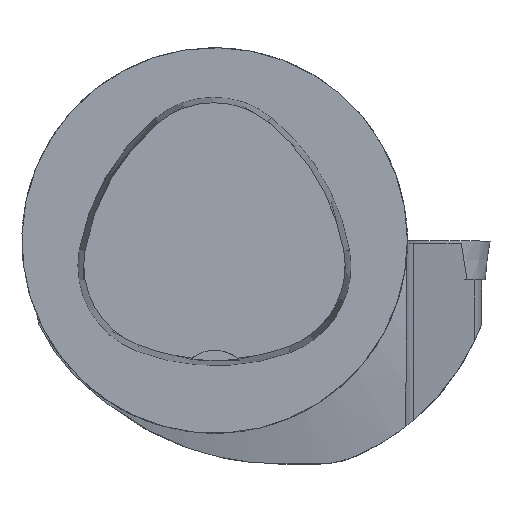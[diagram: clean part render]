
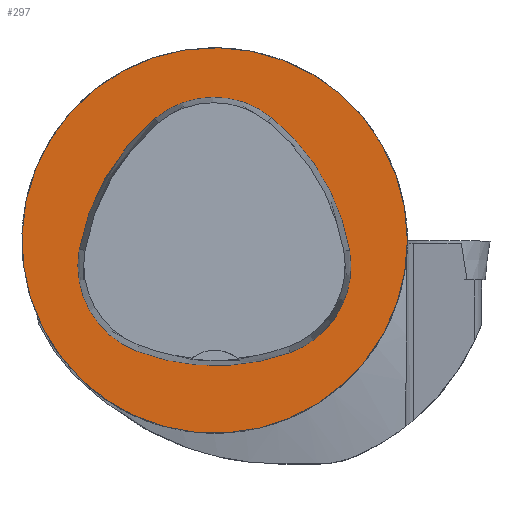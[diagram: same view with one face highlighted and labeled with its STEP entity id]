
A CAD part, top view. The second image highlights one B-rep face of the part: STEP entity #297.
In plain terms, the highlighted planar face has unit normal (0, 0, 1).
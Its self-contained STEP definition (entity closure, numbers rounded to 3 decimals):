
#297=ADVANCED_FACE('',(#380,#381),#336,.T.);
#336=PLANE('',#1109);
#380=FACE_BOUND('',#429,.T.);
#381=FACE_BOUND('',#430,.T.);
#429=EDGE_LOOP('',(#598,#599,#600,#601,#602,#603));
#430=EDGE_LOOP('',(#604));
#598=ORIENTED_EDGE('',*,*,#886,.F.);
#599=ORIENTED_EDGE('',*,*,#881,.F.);
#600=ORIENTED_EDGE('',*,*,#876,.F.);
#601=ORIENTED_EDGE('',*,*,#873,.F.);
#602=ORIENTED_EDGE('',*,*,#870,.F.);
#603=ORIENTED_EDGE('',*,*,#866,.F.);
#604=ORIENTED_EDGE('',*,*,#831,.T.);
#742=VERTEX_POINT('',#1654);
#769=VERTEX_POINT('',#1760);
#770=VERTEX_POINT('',#1761);
#773=VERTEX_POINT('',#1769);
#775=VERTEX_POINT('',#1775);
#777=VERTEX_POINT('',#1781);
#781=VERTEX_POINT('',#1794);
#831=EDGE_CURVE('',#742,#742,#925,.T.);
#866=EDGE_CURVE('',#769,#770,#932,.T.);
#870=EDGE_CURVE('',#770,#773,#934,.T.);
#873=EDGE_CURVE('',#773,#775,#936,.T.);
#876=EDGE_CURVE('',#775,#777,#938,.T.);
#881=EDGE_CURVE('',#777,#781,#941,.T.);
#886=EDGE_CURVE('',#781,#769,#944,.T.);
#925=CIRCLE('',#1065,31.5);
#932=CIRCLE('',#1087,36.);
#934=CIRCLE('',#1090,15.);
#936=CIRCLE('',#1093,36.);
#938=CIRCLE('',#1096,15.);
#941=CIRCLE('',#1100,36.);
#944=CIRCLE('',#1104,15.);
#1065=AXIS2_PLACEMENT_3D('',#1653,#1232,#1233);
#1087=AXIS2_PLACEMENT_3D('',#1759,#1286,#1287);
#1090=AXIS2_PLACEMENT_3D('',#1768,#1294,#1295);
#1093=AXIS2_PLACEMENT_3D('',#1774,#1301,#1302);
#1096=AXIS2_PLACEMENT_3D('',#1780,#1308,#1309);
#1100=AXIS2_PLACEMENT_3D('',#1793,#1317,#1318);
#1104=AXIS2_PLACEMENT_3D('',#1806,#1326,#1327);
#1109=AXIS2_PLACEMENT_3D('',#1811,#1336,#1337);
#1232=DIRECTION('',(0.,0.,1.));
#1233=DIRECTION('',(1.,0.,0.));
#1286=DIRECTION('',(0.,0.,1.));
#1287=DIRECTION('',(1.,0.,0.));
#1294=DIRECTION('',(0.,0.,1.));
#1295=DIRECTION('',(1.,0.,0.));
#1301=DIRECTION('',(0.,0.,1.));
#1302=DIRECTION('',(1.,0.,0.));
#1308=DIRECTION('',(0.,0.,1.));
#1309=DIRECTION('',(1.,0.,0.));
#1317=DIRECTION('',(0.,0.,1.));
#1318=DIRECTION('',(1.,0.,0.));
#1326=DIRECTION('',(0.,0.,1.));
#1327=DIRECTION('',(1.,0.,0.));
#1336=DIRECTION('',(0.,0.,1.));
#1337=DIRECTION('',(-1.,0.,0.));
#1653=CARTESIAN_POINT('',(0.,0.,0.));
#1654=CARTESIAN_POINT('',(31.5,0.,0.));
#1759=CARTESIAN_POINT('',(-13.398,-7.893,0.));
#1760=CARTESIAN_POINT('',(22.041,-1.562,0.));
#1761=CARTESIAN_POINT('',(9.317,20.036,0.));
#1768=CARTESIAN_POINT('',(-0.148,8.399,0.));
#1769=CARTESIAN_POINT('',(-9.779,19.898,0.));
#1774=CARTESIAN_POINT('',(13.337,-7.7,0.));
#1775=CARTESIAN_POINT('',(-22.122,-1.48,0.));
#1780=CARTESIAN_POINT('',(-7.347,-4.071,0.));
#1781=CARTESIAN_POINT('',(-12.693,-18.087,0.));
#1793=CARTESIAN_POINT('',(0.137,15.55,0.));
#1794=CARTESIAN_POINT('',(12.373,-18.307,0.));
#1806=CARTESIAN_POINT('',(7.275,-4.2,0.));
#1811=CARTESIAN_POINT('',(0.,0.,0.));
